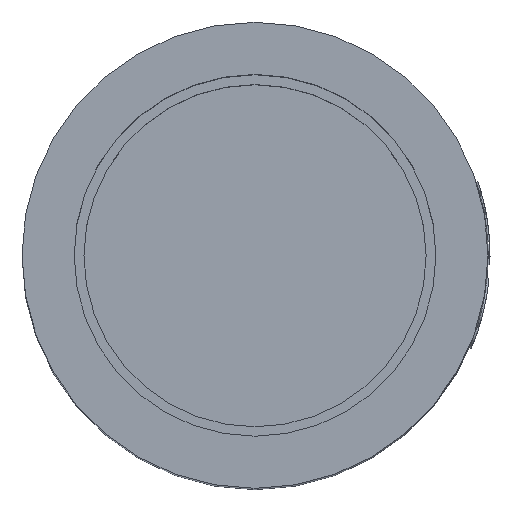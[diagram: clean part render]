
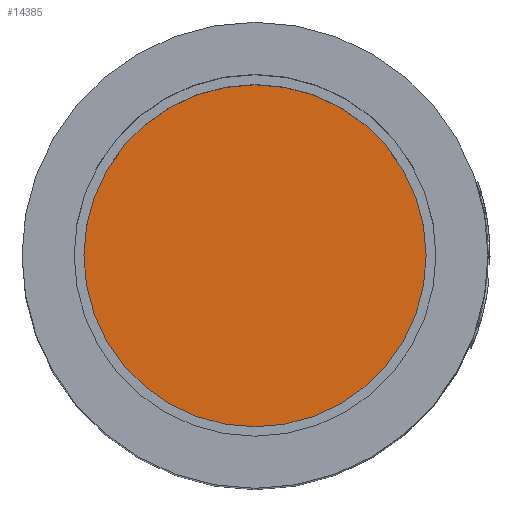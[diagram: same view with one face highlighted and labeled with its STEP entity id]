
A CAD part, top view. The second image highlights one B-rep face of the part: STEP entity #14385.
In plain terms, the highlighted planar face has unit normal (0, 0, 1).
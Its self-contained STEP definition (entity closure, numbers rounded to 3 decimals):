
#1646 = CIRCLE ( 'NONE', #13347, 1.744 ) ;
#2574 = ORIENTED_EDGE ( 'NONE', *, *, #10025, .F. ) ;
#3133 = CARTESIAN_POINT ( 'NONE',  ( 0., 0., 4.74 ) ) ;
#4449 = PLANE ( 'NONE',  #9355 ) ;
#5974 = CARTESIAN_POINT ( 'NONE',  ( 0., 0., 4.74 ) ) ;
#6955 = DIRECTION ( 'NONE',  ( 1., 0., 0. ) ) ;
#7327 = EDGE_LOOP ( 'NONE', ( #15044, #2574 ) ) ;
#7496 = DIRECTION ( 'NONE',  ( 1., 0., 0. ) ) ;
#7836 = DIRECTION ( 'NONE',  ( 0., 0., -1. ) ) ;
#8590 = DIRECTION ( 'NONE',  ( 0., 0., 1. ) ) ;
#9355 = AXIS2_PLACEMENT_3D ( 'NONE', #3133, #8590, #6955 ) ;
#9680 = CIRCLE ( 'NONE', #17690, 1.744 ) ;
#9830 = FACE_OUTER_BOUND ( 'NONE', #7327, .T. ) ;
#10025 = EDGE_CURVE ( 'NONE', #11053, #14233, #9680, .T. ) ;
#10562 = CARTESIAN_POINT ( 'NONE',  ( 1.744, 0., 4.74 ) ) ;
#10689 = CARTESIAN_POINT ( 'NONE',  ( 0., 0., 4.74 ) ) ;
#11053 = VERTEX_POINT ( 'NONE', #10562 ) ;
#11421 = DIRECTION ( 'NONE',  ( 0., 0., -1. ) ) ;
#11778 = DIRECTION ( 'NONE',  ( 1., 0., 0. ) ) ;
#12495 = CARTESIAN_POINT ( 'NONE',  ( -1.744, 0., 4.74 ) ) ;
#13347 = AXIS2_PLACEMENT_3D ( 'NONE', #5974, #11421, #7496 ) ;
#14233 = VERTEX_POINT ( 'NONE', #12495 ) ;
#14385 = ADVANCED_FACE ( 'NONE', ( #9830 ), #4449, .T. ) ;
#14454 = EDGE_CURVE ( 'NONE', #14233, #11053, #1646, .T. ) ;
#15044 = ORIENTED_EDGE ( 'NONE', *, *, #14454, .F. ) ;
#17690 = AXIS2_PLACEMENT_3D ( 'NONE', #10689, #7836, #11778 ) ;
